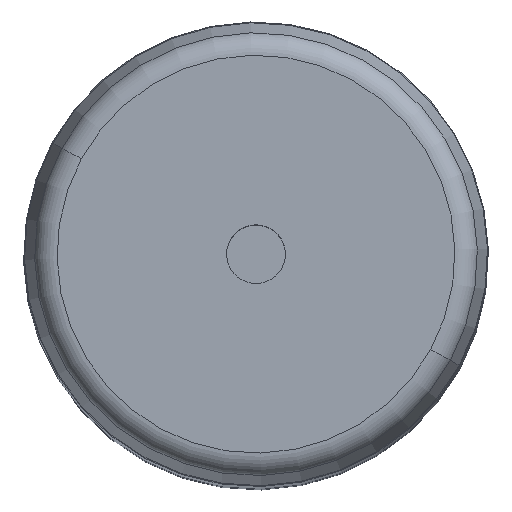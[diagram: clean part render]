
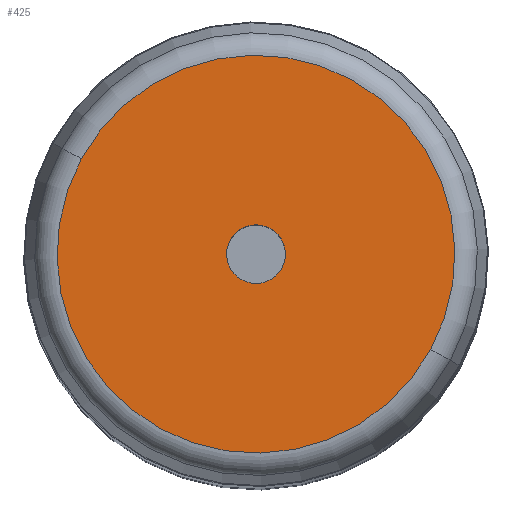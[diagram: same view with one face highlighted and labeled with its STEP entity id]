
A CAD part, top view. The second image highlights one B-rep face of the part: STEP entity #425.
In plain terms, the highlighted planar face has unit normal (0, 0, 1).
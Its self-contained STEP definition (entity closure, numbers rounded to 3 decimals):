
#347=CARTESIAN_POINT('Vertex',(-30.058,16.421,255.)) ;
#350=CARTESIAN_POINT('Axis2P3D Location',(0.,0.,255.)) ;
#354=CARTESIAN_POINT('Vertex',(30.058,-16.421,255.)) ;
#381=CARTESIAN_POINT('Axis2P3D Location',(0.,0.,255.)) ;
#398=CARTESIAN_POINT('Axis2P3D Location',(0.,0.,255.)) ;
#407=CARTESIAN_POINT('Axis2P3D Location',(0.,0.,255.)) ;
#411=CARTESIAN_POINT('Vertex',(-4.434,2.423,255.)) ;
#413=CARTESIAN_POINT('Vertex',(4.434,-2.423,255.)) ;
#416=CARTESIAN_POINT('Axis2P3D Location',(0.,0.,255.)) ;
#351=DIRECTION('Axis2P3D Direction',(-0.,0.,-1.)) ;
#382=DIRECTION('Axis2P3D Direction',(0.,0.,-1.)) ;
#399=DIRECTION('Axis2P3D Direction',(0.,0.,-1.)) ;
#400=DIRECTION('Axis2P3D XDirection',(1.,0.,0.)) ;
#408=DIRECTION('Axis2P3D Direction',(0.,0.,-1.)) ;
#417=DIRECTION('Axis2P3D Direction',(0.,0.,-1.)) ;
#352=AXIS2_PLACEMENT_3D('Circle Axis2P3D',#350,#351,$) ;
#383=AXIS2_PLACEMENT_3D('Circle Axis2P3D',#381,#382,$) ;
#401=AXIS2_PLACEMENT_3D('Plane Axis2P3D',#398,#399,#400) ;
#409=AXIS2_PLACEMENT_3D('Circle Axis2P3D',#407,#408,$) ;
#418=AXIS2_PLACEMENT_3D('Circle Axis2P3D',#416,#417,$) ;
#404=ORIENTED_EDGE('',*,*,#356,.F.) ;
#405=ORIENTED_EDGE('',*,*,#385,.F.) ;
#422=ORIENTED_EDGE('',*,*,#415,.T.) ;
#423=ORIENTED_EDGE('',*,*,#420,.T.) ;
#424=FACE_BOUND('',#421,.T.) ;
#425=ADVANCED_FACE('PartBody',(#406,#424),#402,.F.) ;
#353=CIRCLE('generated circle',#352,34.251) ;
#384=CIRCLE('generated circle',#383,34.251) ;
#410=CIRCLE('generated circle',#409,5.053) ;
#419=CIRCLE('generated circle',#418,5.053) ;
#356=EDGE_CURVE('',#348,#355,#353,.T.) ;
#385=EDGE_CURVE('',#355,#348,#384,.T.) ;
#415=EDGE_CURVE('',#412,#414,#410,.T.) ;
#420=EDGE_CURVE('',#414,#412,#419,.T.) ;
#403=EDGE_LOOP('',(#404,#405)) ;
#421=EDGE_LOOP('',(#422,#423)) ;
#406=FACE_OUTER_BOUND('',#403,.T.) ;
#402=PLANE('Plane',#401) ;
#348=VERTEX_POINT('',#347) ;
#355=VERTEX_POINT('',#354) ;
#412=VERTEX_POINT('',#411) ;
#414=VERTEX_POINT('',#413) ;
